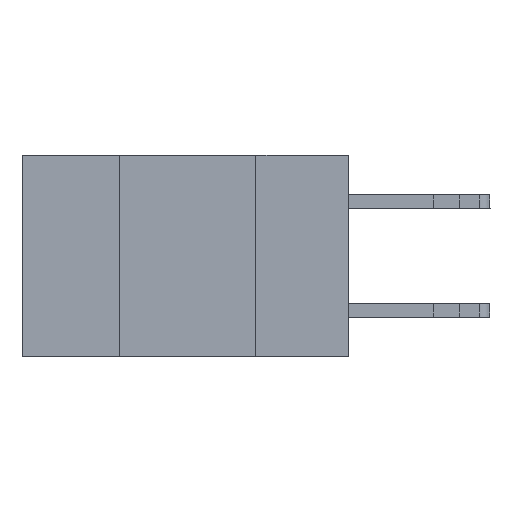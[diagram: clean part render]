
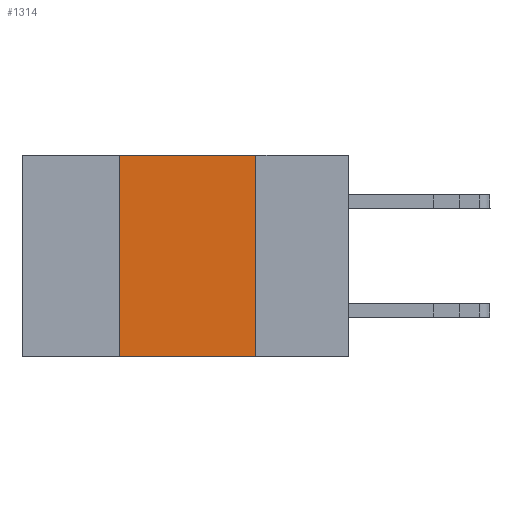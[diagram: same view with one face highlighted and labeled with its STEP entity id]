
A CAD part, left-side view. The second image highlights one B-rep face of the part: STEP entity #1314.
In plain terms, the highlighted planar face has unit normal (-1, 0, 0).
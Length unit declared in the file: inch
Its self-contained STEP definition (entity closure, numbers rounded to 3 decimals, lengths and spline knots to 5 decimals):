
#235 = EDGE_CURVE ( 'NONE', #8111, #11850, #14223, .T. ) ;
#476 = CARTESIAN_POINT ( 'NONE',  ( 0., 0.42, 0. ) ) ;
#1314 = ADVANCED_FACE ( 'NONE', ( #2330 ), #7975, .F. ) ;
#1734 = AXIS2_PLACEMENT_3D ( 'NONE', #9053, #2182, #2115 ) ;
#2115 = DIRECTION ( 'NONE',  ( 0., 0., -1. ) ) ;
#2182 = DIRECTION ( 'NONE',  ( 1., 0., 0. ) ) ;
#2330 = FACE_OUTER_BOUND ( 'NONE', #4184, .T. ) ;
#2895 = DIRECTION ( 'NONE',  ( 0., -1., 0. ) ) ;
#3359 = CARTESIAN_POINT ( 'NONE',  ( 0., 0.42, -0.37 ) ) ;
#3806 = VECTOR ( 'NONE', #5161, 39.37008 ) ;
#4184 = EDGE_LOOP ( 'NONE', ( #8532, #12353, #5154, #8960 ) ) ;
#4188 = VECTOR ( 'NONE', #15976, 39.37008 ) ;
#4379 = VECTOR ( 'NONE', #16780, 39.37008 ) ;
#5154 = ORIENTED_EDGE ( 'NONE', *, *, #235, .F. ) ;
#5161 = DIRECTION ( 'NONE',  ( 0., 0., -1. ) ) ;
#5264 = CARTESIAN_POINT ( 'NONE',  ( 0., 0.17, 0. ) ) ;
#5392 = CARTESIAN_POINT ( 'NONE',  ( 0., 0.6, -0.37 ) ) ;
#6717 = LINE ( 'NONE', #13720, #3806 ) ;
#7097 = EDGE_CURVE ( 'NONE', #8111, #14241, #15738, .T. ) ;
#7975 = PLANE ( 'NONE',  #1734 ) ;
#8111 = VERTEX_POINT ( 'NONE', #3359 ) ;
#8532 = ORIENTED_EDGE ( 'NONE', *, *, #14116, .F. ) ;
#8960 = ORIENTED_EDGE ( 'NONE', *, *, #7097, .T. ) ;
#9053 = CARTESIAN_POINT ( 'NONE',  ( 0., 0.6, 0. ) ) ;
#9644 = VECTOR ( 'NONE', #2895, 39.37008 ) ;
#10085 = CARTESIAN_POINT ( 'NONE',  ( 0., 0.6, 0. ) ) ;
#11850 = VERTEX_POINT ( 'NONE', #476 ) ;
#12056 = VERTEX_POINT ( 'NONE', #5264 ) ;
#12353 = ORIENTED_EDGE ( 'NONE', *, *, #13724, .F. ) ;
#13720 = CARTESIAN_POINT ( 'NONE',  ( 0., 0.17, 0. ) ) ;
#13724 = EDGE_CURVE ( 'NONE', #11850, #12056, #17137, .T. ) ;
#13796 = CARTESIAN_POINT ( 'NONE',  ( 0., 0.42, 0. ) ) ;
#14116 = EDGE_CURVE ( 'NONE', #12056, #14241, #6717, .T. ) ;
#14223 = LINE ( 'NONE', #13796, #4188 ) ;
#14241 = VERTEX_POINT ( 'NONE', #16781 ) ;
#15738 = LINE ( 'NONE', #5392, #4379 ) ;
#15976 = DIRECTION ( 'NONE',  ( 0., 0., 1. ) ) ;
#16780 = DIRECTION ( 'NONE',  ( 0., -1., 0. ) ) ;
#16781 = CARTESIAN_POINT ( 'NONE',  ( 0., 0.17, -0.37 ) ) ;
#17137 = LINE ( 'NONE', #10085, #9644 ) ;
